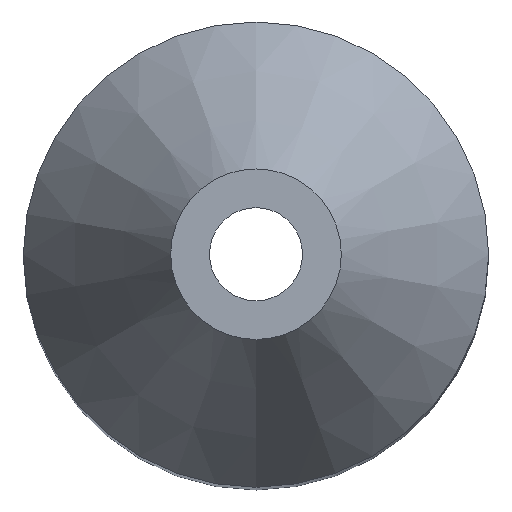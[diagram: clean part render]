
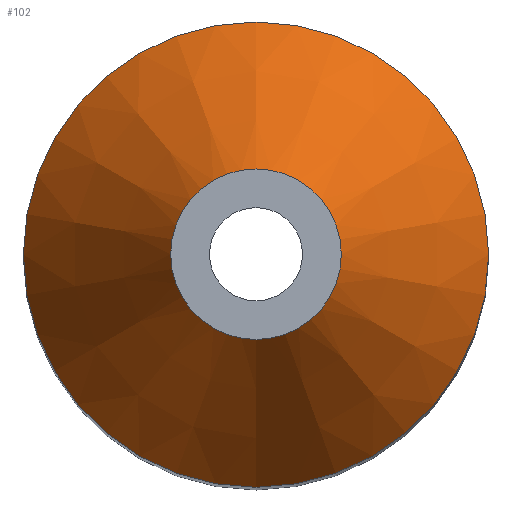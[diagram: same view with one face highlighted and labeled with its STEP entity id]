
A CAD part, top view. The second image highlights one B-rep face of the part: STEP entity #102.
In plain terms, the highlighted conical face has half-angle 32.347 degrees and reference radius 2.05 mm.
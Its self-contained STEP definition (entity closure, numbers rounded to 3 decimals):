
#23=FACE_OUTER_BOUND('',#30,.T.);
#30=EDGE_LOOP('',(#76,#77,#78,#79,#80));
#40=LINE('',#188,#44);
#44=VECTOR('',#153,2.05);
#48=CIRCLE('',#133,1.1);
#49=CIRCLE('',#134,3.);
#50=CIRCLE('',#135,3.);
#56=VERTEX_POINT('',#185);
#57=VERTEX_POINT('',#187);
#58=VERTEX_POINT('',#189);
#64=EDGE_CURVE('',#56,#56,#48,.T.);
#65=EDGE_CURVE('',#56,#57,#40,.T.);
#66=EDGE_CURVE('',#57,#58,#49,.T.);
#67=EDGE_CURVE('',#58,#57,#50,.T.);
#76=ORIENTED_EDGE('',*,*,#64,.F.);
#77=ORIENTED_EDGE('',*,*,#65,.T.);
#78=ORIENTED_EDGE('',*,*,#66,.T.);
#79=ORIENTED_EDGE('',*,*,#67,.T.);
#80=ORIENTED_EDGE('',*,*,#65,.F.);
#100=CONICAL_SURFACE('',#132,2.05,0.565);
#102=ADVANCED_FACE('',(#23),#100,.T.);
#132=AXIS2_PLACEMENT_3D('',#184,#149,#150);
#133=AXIS2_PLACEMENT_3D('',#186,#151,#152);
#134=AXIS2_PLACEMENT_3D('',#190,#154,#155);
#135=AXIS2_PLACEMENT_3D('',#191,#156,#157);
#149=DIRECTION('center_axis',(0.,0.,-1.));
#150=DIRECTION('ref_axis',(0.,-1.,0.));
#151=DIRECTION('center_axis',(0.,0.,1.));
#152=DIRECTION('ref_axis',(1.,0.,0.));
#153=DIRECTION('',(0.,0.535,-0.845));
#154=DIRECTION('center_axis',(0.,0.,1.));
#155=DIRECTION('ref_axis',(1.,0.,0.));
#156=DIRECTION('center_axis',(0.,0.,1.));
#157=DIRECTION('ref_axis',(1.,0.,0.));
#184=CARTESIAN_POINT('Origin',(0.,0.,11.5));
#185=CARTESIAN_POINT('',(0.,1.1,13.));
#186=CARTESIAN_POINT('Origin',(0.,0.,13.));
#187=CARTESIAN_POINT('',(0.,3.,10.));
#188=CARTESIAN_POINT('',(0.,2.05,11.5));
#189=CARTESIAN_POINT('',(-3.,0.,10.));
#190=CARTESIAN_POINT('Origin',(0.,0.,10.));
#191=CARTESIAN_POINT('Origin',(0.,0.,10.));
